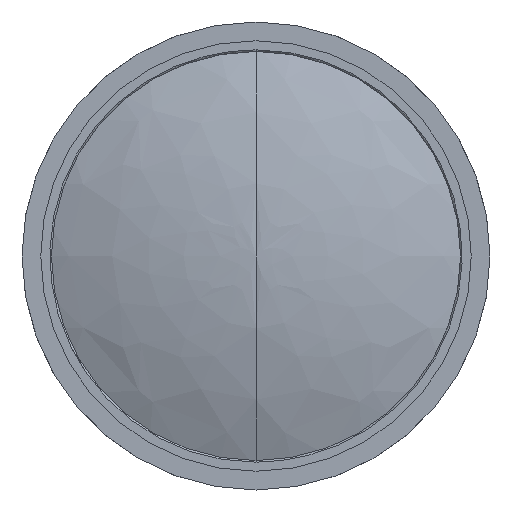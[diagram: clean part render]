
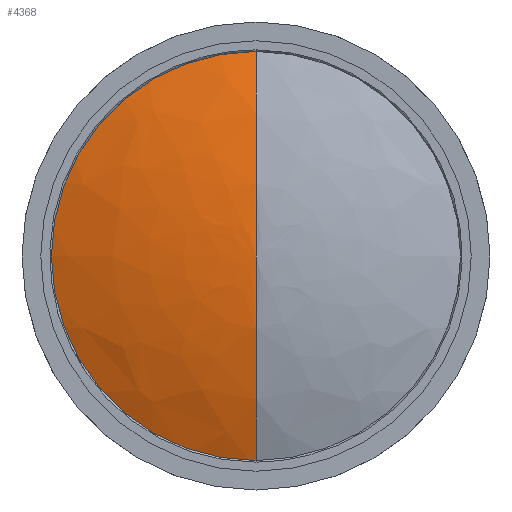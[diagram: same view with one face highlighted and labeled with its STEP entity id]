
A CAD part, left-side view. The second image highlights one B-rep face of the part: STEP entity #4368.
In plain terms, the highlighted free-form (B-spline) face has degree [3, 3] with [4, 4] control points.
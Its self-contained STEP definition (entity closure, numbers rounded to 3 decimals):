
#263 = VERTEX_POINT ( 'NONE', #4269 ) ;
#739 = DIRECTION ( 'NONE',  ( 0., 0., 1. ) ) ;
#804 = CARTESIAN_POINT ( 'NONE',  ( -20.608, 0., -150.442 ) ) ;
#852 = CARTESIAN_POINT ( 'NONE',  ( -20.608, 0., -164.111 ) ) ;
#1062 =( BOUNDED_SURFACE ( )  B_SPLINE_SURFACE ( 3, 3, ( 
 ( #1799, #12031, #852, #7235 ),
 ( #8081, #9426, #10748, #804 ),
 ( #10639, #16150, #2088, #11022 ),
 ( #13603, #4385, #8517, #13320 ) ),
 .UNSPECIFIED., .F., .F., .T. ) 
 B_SPLINE_SURFACE_WITH_KNOTS ( ( 4, 4 ),
 ( 4, 4 ),
 ( 0., 1. ),
 ( 0., 1. ),
 .UNSPECIFIED. ) 
 GEOMETRIC_REPRESENTATION_ITEM ( )  RATIONAL_B_SPLINE_SURFACE ( (
 ( 1., 0.333, 0.333, 1.),
 ( 0.987, 0.329, 0.329, 0.987),
 ( 0.987, 0.329, 0.329, 0.987),
 ( 1., 0.333, 0.333, 1.) ) ) 
 REPRESENTATION_ITEM ( '' )  SURFACE ( )  );
#1598 = ORIENTED_EDGE ( 'NONE', *, *, #16091, .T. ) ;
#1799 = CARTESIAN_POINT ( 'NONE',  ( -20.608, 0., -164.111 ) ) ;
#2088 = CARTESIAN_POINT ( 'NONE',  ( -17.937, 54.15, -137.036 ) ) ;
#2337 = CIRCLE ( 'NONE', #12024, 39.7 ) ;
#4052 = VERTEX_POINT ( 'NONE', #12321 ) ;
#4269 = CARTESIAN_POINT ( 'NONE',  ( -20.608, 0., -164.111 ) ) ;
#4368 = ADVANCED_FACE ( 'NONE', ( #14509 ), #1062, .T. ) ;
#4385 = CARTESIAN_POINT ( 'NONE',  ( -12.697, 79.4, -203.811 ) ) ;
#5625 = DIRECTION ( 'NONE',  ( -1., 0., 0. ) ) ;
#5701 = CARTESIAN_POINT ( 'NONE',  ( -12.697, 0., -164.111 ) ) ;
#6111 = CIRCLE ( 'NONE', #6954, 103.562 ) ;
#6287 = VERTEX_POINT ( 'NONE', #9001 ) ;
#6917 = ORIENTED_EDGE ( 'NONE', *, *, #15383, .F. ) ;
#6954 = AXIS2_PLACEMENT_3D ( 'NONE', #7284, #16251, #5625 ) ;
#7010 = DIRECTION ( 'NONE',  ( 1., 0., 0. ) ) ;
#7024 = EDGE_CURVE ( 'NONE', #263, #6287, #6111, .T. ) ;
#7235 = CARTESIAN_POINT ( 'NONE',  ( -20.608, 0., -164.111 ) ) ;
#7284 = CARTESIAN_POINT ( 'NONE',  ( 82.954, 0., -164.111 ) ) ;
#7652 = DIRECTION ( 'NONE',  ( 0., 1., 0. ) ) ;
#8081 = CARTESIAN_POINT ( 'NONE',  ( -20.608, 0., -177.781 ) ) ;
#8517 = CARTESIAN_POINT ( 'NONE',  ( -12.697, 79.4, -124.411 ) ) ;
#8872 = EDGE_LOOP ( 'NONE', ( #6917, #13049, #1598 ) ) ;
#9001 = CARTESIAN_POINT ( 'NONE',  ( -12.697, 0., -203.811 ) ) ;
#9036 = AXIS2_PLACEMENT_3D ( 'NONE', #15433, #7652, #12899 ) ;
#9426 = CARTESIAN_POINT ( 'NONE',  ( -20.608, 27.339, -177.781 ) ) ;
#10639 = CARTESIAN_POINT ( 'NONE',  ( -17.937, 0., -191.186 ) ) ;
#10748 = CARTESIAN_POINT ( 'NONE',  ( -20.608, 27.339, -150.442 ) ) ;
#11022 = CARTESIAN_POINT ( 'NONE',  ( -17.937, 0., -137.036 ) ) ;
#12024 = AXIS2_PLACEMENT_3D ( 'NONE', #5701, #7010, #739 ) ;
#12031 = CARTESIAN_POINT ( 'NONE',  ( -20.608, 0., -164.111 ) ) ;
#12321 = CARTESIAN_POINT ( 'NONE',  ( -12.697, 0., -124.411 ) ) ;
#12899 = DIRECTION ( 'NONE',  ( -1., 0., 0. ) ) ;
#13049 = ORIENTED_EDGE ( 'NONE', *, *, #7024, .T. ) ;
#13320 = CARTESIAN_POINT ( 'NONE',  ( -12.697, 0., -124.411 ) ) ;
#13562 = CIRCLE ( 'NONE', #9036, 103.562 ) ;
#13603 = CARTESIAN_POINT ( 'NONE',  ( -12.697, 0., -203.811 ) ) ;
#14509 = FACE_OUTER_BOUND ( 'NONE', #8872, .T. ) ;
#15383 = EDGE_CURVE ( 'NONE', #263, #4052, #13562, .T. ) ;
#15433 = CARTESIAN_POINT ( 'NONE',  ( 82.954, 0., -164.111 ) ) ;
#16091 = EDGE_CURVE ( 'NONE', #6287, #4052, #2337, .T. ) ;
#16150 = CARTESIAN_POINT ( 'NONE',  ( -17.937, 54.15, -191.186 ) ) ;
#16251 = DIRECTION ( 'NONE',  ( 0., -1., 0. ) ) ;
